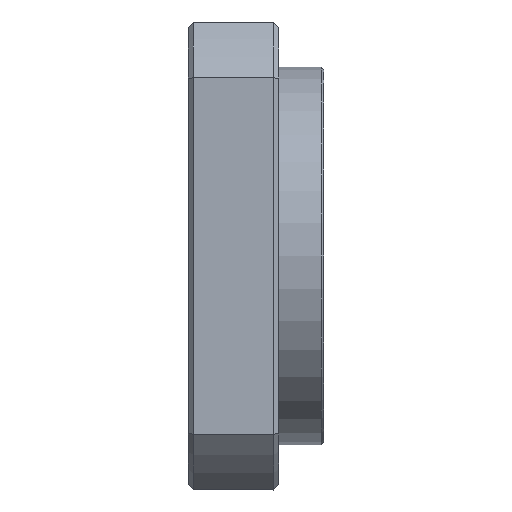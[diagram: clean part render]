
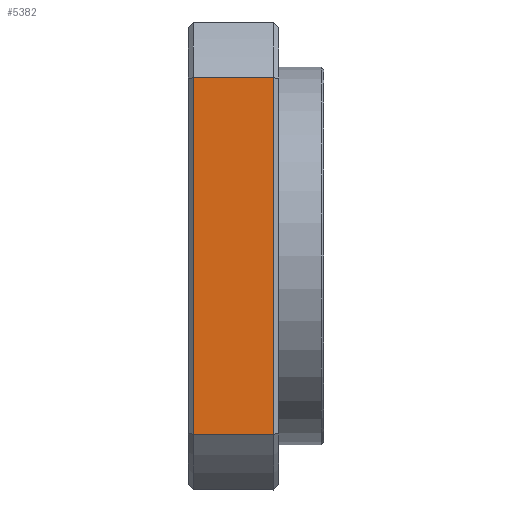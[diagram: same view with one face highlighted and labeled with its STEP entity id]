
A CAD part, front view. The second image highlights one B-rep face of the part: STEP entity #5382.
In plain terms, the highlighted planar face has unit normal (0, -1, 0).
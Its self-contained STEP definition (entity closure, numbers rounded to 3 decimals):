
#661 = VERTEX_POINT ( 'NONE', #17775 ) ;
#931 = VERTEX_POINT ( 'NONE', #2209 ) ;
#1006 = ORIENTED_EDGE ( 'NONE', *, *, #1458, .T. ) ;
#1458 = EDGE_CURVE ( 'NONE', #931, #661, #16340, .T. ) ;
#1949 = DIRECTION ( 'NONE',  ( 0., 0., 1. ) ) ;
#2209 = CARTESIAN_POINT ( 'NONE',  ( 17., -46.5, 35.496 ) ) ;
#2364 = EDGE_CURVE ( 'NONE', #661, #4718, #6758, .T. ) ;
#2515 = EDGE_CURVE ( 'NONE', #14119, #931, #5688, .T. ) ;
#3196 = CARTESIAN_POINT ( 'NONE',  ( 1., -46.5, -35.496 ) ) ;
#3256 = DIRECTION ( 'NONE',  ( 0., 0., -1. ) ) ;
#3603 = VECTOR ( 'NONE', #1949, 1000. ) ;
#3918 = VECTOR ( 'NONE', #14965, 1000. ) ;
#4352 = VECTOR ( 'NONE', #13475, 1000. ) ;
#4718 = VERTEX_POINT ( 'NONE', #8319 ) ;
#5312 = DIRECTION ( 'NONE',  ( 0., 0., -1. ) ) ;
#5382 = ADVANCED_FACE ( 'NONE', ( #15166 ), #7438, .T. ) ;
#5688 = LINE ( 'NONE', #17524, #3603 ) ;
#5807 = CARTESIAN_POINT ( 'NONE',  ( 17., -46.5, -35.496 ) ) ;
#6758 = LINE ( 'NONE', #9963, #7633 ) ;
#7438 = PLANE ( 'NONE',  #12960 ) ;
#7633 = VECTOR ( 'NONE', #5312, 1000. ) ;
#8319 = CARTESIAN_POINT ( 'NONE',  ( 1., -46.5, -35.496 ) ) ;
#8884 = CARTESIAN_POINT ( 'NONE',  ( 17., -46.5, 35.496 ) ) ;
#8896 = CARTESIAN_POINT ( 'NONE',  ( 50., -46.5, -46.5 ) ) ;
#9166 = DIRECTION ( 'NONE',  ( 0., -1., 0. ) ) ;
#9963 = CARTESIAN_POINT ( 'NONE',  ( 1., -46.5, 35.496 ) ) ;
#10211 = ORIENTED_EDGE ( 'NONE', *, *, #2515, .T. ) ;
#10845 = EDGE_CURVE ( 'NONE', #4718, #14119, #15096, .T. ) ;
#12174 = ORIENTED_EDGE ( 'NONE', *, *, #2364, .T. ) ;
#12960 = AXIS2_PLACEMENT_3D ( 'NONE', #8896, #9166, #3256 ) ;
#13475 = DIRECTION ( 'NONE',  ( 1., 0., 0. ) ) ;
#14119 = VERTEX_POINT ( 'NONE', #5807 ) ;
#14965 = DIRECTION ( 'NONE',  ( -1., 0., 0. ) ) ;
#15096 = LINE ( 'NONE', #3196, #4352 ) ;
#15166 = FACE_OUTER_BOUND ( 'NONE', #17413, .T. ) ;
#16340 = LINE ( 'NONE', #8884, #3918 ) ;
#17169 = ORIENTED_EDGE ( 'NONE', *, *, #10845, .T. ) ;
#17413 = EDGE_LOOP ( 'NONE', ( #1006, #12174, #17169, #10211 ) ) ;
#17524 = CARTESIAN_POINT ( 'NONE',  ( 17., -46.5, -35.496 ) ) ;
#17775 = CARTESIAN_POINT ( 'NONE',  ( 1., -46.5, 35.496 ) ) ;
